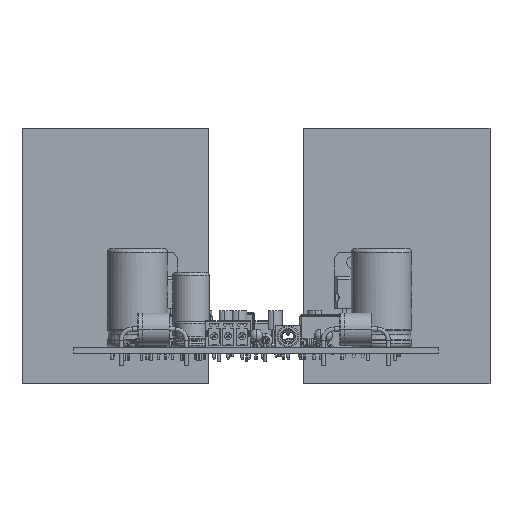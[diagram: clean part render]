
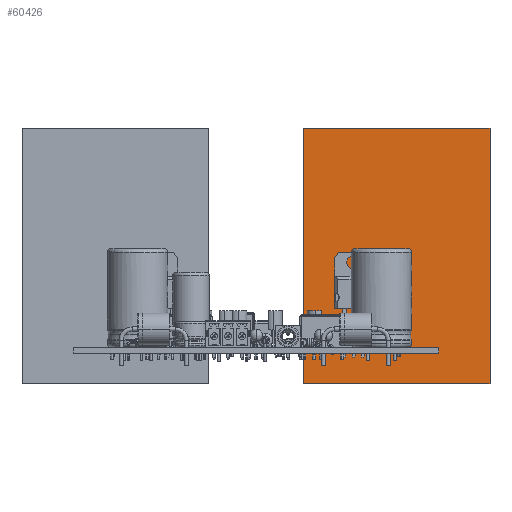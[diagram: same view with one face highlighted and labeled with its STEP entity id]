
A CAD part, front view. The second image highlights one B-rep face of the part: STEP entity #60426.
In plain terms, the highlighted planar face has unit normal (0, -1, 0).
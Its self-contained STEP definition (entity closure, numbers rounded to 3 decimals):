
#60400 = VERTEX_POINT('',#60401);
#60401 = CARTESIAN_POINT('',(51.,0.,100.));
#60407 = EDGE_CURVE('',#60408,#60400,#60410,.T.);
#60408 = VERTEX_POINT('',#60409);
#60409 = CARTESIAN_POINT('',(51.,0.,30.));
#60410 = LINE('',#60411,#60412);
#60411 = CARTESIAN_POINT('',(51.,0.,30.));
#60412 = VECTOR('',#60413,1.);
#60413 = DIRECTION('',(0.,0.,1.));
#60426 = ADVANCED_FACE('',(#60427),#60452,.T.);
#60427 = FACE_BOUND('',#60428,.T.);
#60428 = EDGE_LOOP('',(#60429,#60437,#60445,#60451));
#60429 = ORIENTED_EDGE('',*,*,#60430,.F.);
#60430 = EDGE_CURVE('',#60431,#60400,#60433,.T.);
#60431 = VERTEX_POINT('',#60432);
#60432 = CARTESIAN_POINT('',(0.,0.,
    100.));
#60433 = LINE('',#60434,#60435);
#60434 = CARTESIAN_POINT('',(0.,0.,
    100.));
#60435 = VECTOR('',#60436,1.);
#60436 = DIRECTION('',(1.,0.,0.));
#60437 = ORIENTED_EDGE('',*,*,#60438,.F.);
#60438 = EDGE_CURVE('',#60439,#60431,#60441,.T.);
#60439 = VERTEX_POINT('',#60440);
#60440 = CARTESIAN_POINT('',(0.,0.,
    30.));
#60441 = LINE('',#60442,#60443);
#60442 = CARTESIAN_POINT('',(0.,0.,
    30.));
#60443 = VECTOR('',#60444,1.);
#60444 = DIRECTION('',(0.,0.,1.));
#60445 = ORIENTED_EDGE('',*,*,#60446,.T.);
#60446 = EDGE_CURVE('',#60439,#60408,#60447,.T.);
#60447 = LINE('',#60448,#60449);
#60448 = CARTESIAN_POINT('',(0.,0.,
    30.));
#60449 = VECTOR('',#60450,1.);
#60450 = DIRECTION('',(1.,0.,0.));
#60451 = ORIENTED_EDGE('',*,*,#60407,.T.);
#60452 = PLANE('',#60453);
#60453 = AXIS2_PLACEMENT_3D('',#60454,#60455,#60456);
#60454 = CARTESIAN_POINT('',(0.,0.,
    30.));
#60455 = DIRECTION('',(0.,-1.,0.));
#60456 = DIRECTION('',(1.,0.,0.));
